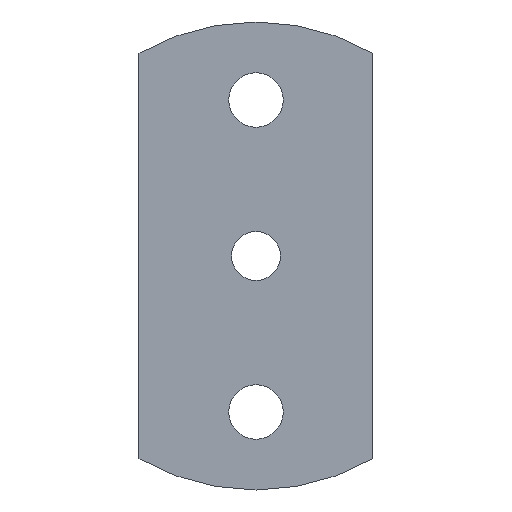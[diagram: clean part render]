
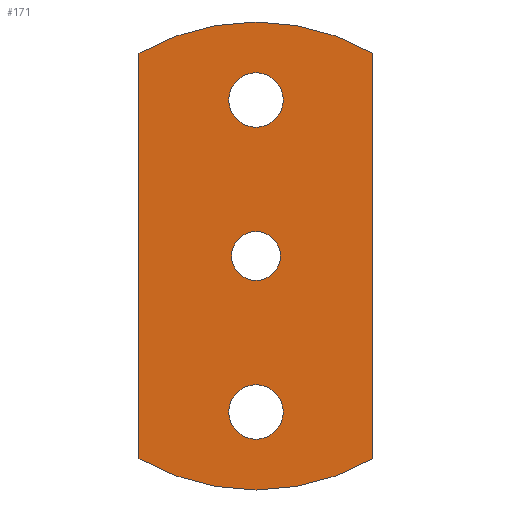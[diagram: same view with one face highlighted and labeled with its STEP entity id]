
A CAD part, front view. The second image highlights one B-rep face of the part: STEP entity #171.
In plain terms, the highlighted planar face has unit normal (0, -1, 0).
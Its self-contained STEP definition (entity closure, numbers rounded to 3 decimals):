
#18=FACE_BOUND('',#46,.T.);
#19=FACE_BOUND('',#47,.T.);
#20=FACE_BOUND('',#48,.T.);
#24=PLANE('',#213);
#33=FACE_OUTER_BOUND('',#45,.T.);
#45=EDGE_LOOP('',(#151,#152,#153,#154));
#46=EDGE_LOOP('',(#155));
#47=EDGE_LOOP('',(#156));
#48=EDGE_LOOP('',(#157));
#52=LINE('',#287,#63);
#57=LINE('',#301,#68);
#63=VECTOR('',#239,10.);
#68=VECTOR('',#252,10.);
#72=CIRCLE('',#197,7.);
#74=CIRCLE('',#200,6.25);
#76=CIRCLE('',#203,7.);
#77=CIRCLE('',#206,60.);
#79=CIRCLE('',#210,60.);
#82=VERTEX_POINT('',#269);
#84=VERTEX_POINT('',#275);
#86=VERTEX_POINT('',#281);
#87=VERTEX_POINT('',#285);
#88=VERTEX_POINT('',#286);
#91=VERTEX_POINT('',#294);
#93=VERTEX_POINT('',#300);
#97=EDGE_CURVE('',#82,#82,#72,.T.);
#100=EDGE_CURVE('',#84,#84,#74,.T.);
#103=EDGE_CURVE('',#86,#86,#76,.T.);
#104=EDGE_CURVE('',#87,#88,#52,.T.);
#108=EDGE_CURVE('',#91,#87,#77,.T.);
#111=EDGE_CURVE('',#93,#91,#57,.T.);
#114=EDGE_CURVE('',#88,#93,#79,.T.);
#151=ORIENTED_EDGE('',*,*,#114,.F.);
#152=ORIENTED_EDGE('',*,*,#104,.F.);
#153=ORIENTED_EDGE('',*,*,#108,.F.);
#154=ORIENTED_EDGE('',*,*,#111,.F.);
#155=ORIENTED_EDGE('',*,*,#103,.F.);
#156=ORIENTED_EDGE('',*,*,#100,.F.);
#157=ORIENTED_EDGE('',*,*,#97,.F.);
#171=ADVANCED_FACE('',(#33,#18,#19,#20),#24,.F.);
#197=AXIS2_PLACEMENT_3D('',#271,#221,#222);
#200=AXIS2_PLACEMENT_3D('',#277,#228,#229);
#203=AXIS2_PLACEMENT_3D('',#283,#235,#236);
#206=AXIS2_PLACEMENT_3D('',#295,#245,#246);
#210=AXIS2_PLACEMENT_3D('',#306,#257,#258);
#213=AXIS2_PLACEMENT_3D('',#309,#263,#264);
#221=DIRECTION('center_axis',(0.,-1.,0.));
#222=DIRECTION('ref_axis',(1.,0.,0.));
#228=DIRECTION('center_axis',(0.,-1.,0.));
#229=DIRECTION('ref_axis',(1.,0.,0.));
#235=DIRECTION('center_axis',(0.,-1.,0.));
#236=DIRECTION('ref_axis',(1.,0.,0.));
#239=DIRECTION('',(0.,0.,1.));
#245=DIRECTION('center_axis',(0.,1.,0.));
#246=DIRECTION('ref_axis',(0.5,0.,-0.866));
#252=DIRECTION('',(0.,0.,-1.));
#257=DIRECTION('center_axis',(0.,1.,0.));
#258=DIRECTION('ref_axis',(-0.5,0.,0.866));
#263=DIRECTION('center_axis',(0.,1.,0.));
#264=DIRECTION('ref_axis',(0.,0.,1.));
#269=CARTESIAN_POINT('',(-37.,0.,-11.962));
#271=CARTESIAN_POINT('Origin',(-30.,0.,-11.962));
#275=CARTESIAN_POINT('',(-36.25,0.,-51.962));
#277=CARTESIAN_POINT('Origin',(-30.,0.,-51.962));
#281=CARTESIAN_POINT('',(-37.,0.,-91.962));
#283=CARTESIAN_POINT('Origin',(-30.,0.,-91.962));
#285=CARTESIAN_POINT('',(-60.,0.,-103.923));
#286=CARTESIAN_POINT('',(-60.,0.,0.));
#287=CARTESIAN_POINT('',(-60.,0.,-103.923));
#294=CARTESIAN_POINT('',(0.,0.,-103.923));
#295=CARTESIAN_POINT('Origin',(-30.,0.,-51.962));
#300=CARTESIAN_POINT('',(0.,0.,0.));
#301=CARTESIAN_POINT('',(0.,0.,0.));
#306=CARTESIAN_POINT('Origin',(-30.,0.,-51.962));
#309=CARTESIAN_POINT('Origin',(-30.,0.,-51.962));
